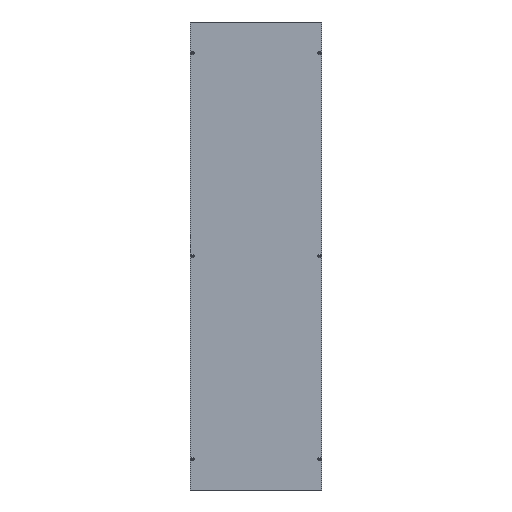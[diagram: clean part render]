
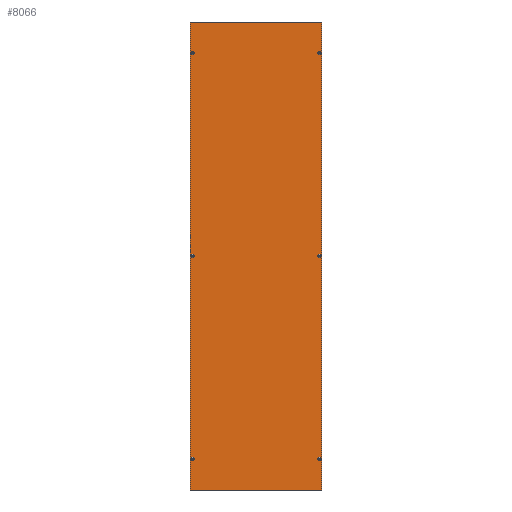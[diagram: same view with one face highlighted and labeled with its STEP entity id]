
A CAD part, front view. The second image highlights one B-rep face of the part: STEP entity #8066.
In plain terms, the highlighted planar face has unit normal (0, -1, 0).
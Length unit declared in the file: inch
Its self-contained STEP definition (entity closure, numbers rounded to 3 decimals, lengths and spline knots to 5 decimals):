
#22 = DIRECTION ( 'NONE',  ( 0., -1., 0. ) ) ;
#126 = CARTESIAN_POINT ( 'NONE',  ( 11.00394, -0.05906, 0. ) ) ;
#249 = DIRECTION ( 'NONE',  ( 0., 0., -1. ) ) ;
#280 = EDGE_CURVE ( 'NONE', #2747, #2747, #3718, .T. ) ;
#313 = ORIENTED_EDGE ( 'NONE', *, *, #5777, .F. ) ;
#359 = VERTEX_POINT ( 'NONE', #4428 ) ;
#378 = AXIS2_PLACEMENT_3D ( 'NONE', #6695, #2846, #6061 ) ;
#387 = EDGE_CURVE ( 'NONE', #7924, #7924, #7106, .T. ) ;
#446 = DIRECTION ( 'NONE',  ( -1., 0., 0. ) ) ;
#486 = CARTESIAN_POINT ( 'NONE',  ( 0., -0.05906, 39.05512 ) ) ;
#735 = EDGE_LOOP ( 'NONE', ( #5293 ) ) ;
#850 = ORIENTED_EDGE ( 'NONE', *, *, #5208, .F. ) ;
#886 = DIRECTION ( 'NONE',  ( 0., 0., -1. ) ) ;
#1121 = ORIENTED_EDGE ( 'NONE', *, *, #5004, .F. ) ;
#1341 = DIRECTION ( 'NONE',  ( 0., -1., 0. ) ) ;
#1393 = CARTESIAN_POINT ( 'NONE',  ( 11.00394, -0.05906, 39.05512 ) ) ;
#1512 = FACE_BOUND ( 'NONE', #735, .T. ) ;
#1547 = FACE_OUTER_BOUND ( 'NONE', #8354, .T. ) ;
#1559 = CARTESIAN_POINT ( 'NONE',  ( -10.59055, -0.05906, -33.85827 ) ) ;
#1568 = VECTOR ( 'NONE', #7908, 39.37008 ) ;
#1634 = DIRECTION ( 'NONE',  ( 0., -1., 0. ) ) ;
#1758 = DIRECTION ( 'NONE',  ( 1., 0., 0. ) ) ;
#1881 = CARTESIAN_POINT ( 'NONE',  ( 10.59055, -0.05906, 33.6811 ) ) ;
#1965 = CARTESIAN_POINT ( 'NONE',  ( -10.59055, -0.05906, -34.03543 ) ) ;
#2190 = CARTESIAN_POINT ( 'NONE',  ( -10.59055, -0.05906, 33.85827 ) ) ;
#2303 = EDGE_LOOP ( 'NONE', ( #5008 ) ) ;
#2640 = CARTESIAN_POINT ( 'NONE',  ( -11.00394, -0.05906, 0. ) ) ;
#2688 = AXIS2_PLACEMENT_3D ( 'NONE', #7110, #22, #7068 ) ;
#2747 = VERTEX_POINT ( 'NONE', #5328 ) ;
#2749 = ORIENTED_EDGE ( 'NONE', *, *, #7873, .F. ) ;
#2836 = EDGE_CURVE ( 'NONE', #5498, #4707, #6252, .T. ) ;
#2846 = DIRECTION ( 'NONE',  ( 0., 1., 0. ) ) ;
#2898 = AXIS2_PLACEMENT_3D ( 'NONE', #2190, #1634, #3517 ) ;
#2912 = FACE_BOUND ( 'NONE', #2303, .T. ) ;
#2980 = EDGE_CURVE ( 'NONE', #4245, #5643, #3258, .T. ) ;
#3045 = AXIS2_PLACEMENT_3D ( 'NONE', #7459, #8046, #249 ) ;
#3082 = CIRCLE ( 'NONE', #2688, 0.17717 ) ;
#3117 = VERTEX_POINT ( 'NONE', #1965 ) ;
#3258 = LINE ( 'NONE', #486, #4566 ) ;
#3305 = CARTESIAN_POINT ( 'NONE',  ( 10.59055, -0.05906, -33.85827 ) ) ;
#3455 = ORIENTED_EDGE ( 'NONE', *, *, #387, .F. ) ;
#3479 = FACE_BOUND ( 'NONE', #6674, .T. ) ;
#3517 = DIRECTION ( 'NONE',  ( 0., 0., -1. ) ) ;
#3522 = FACE_BOUND ( 'NONE', #8031, .T. ) ;
#3609 = CIRCLE ( 'NONE', #8355, 0.17717 ) ;
#3616 = VECTOR ( 'NONE', #446, 39.37008 ) ;
#3718 = CIRCLE ( 'NONE', #2898, 0.17717 ) ;
#3756 = AXIS2_PLACEMENT_3D ( 'NONE', #1559, #7347, #886 ) ;
#3933 = DIRECTION ( 'NONE',  ( 0., 0., -1. ) ) ;
#3983 = ORIENTED_EDGE ( 'NONE', *, *, #7481, .F. ) ;
#4107 = PLANE ( 'NONE',  #378 ) ;
#4245 = VERTEX_POINT ( 'NONE', #6158 ) ;
#4428 = CARTESIAN_POINT ( 'NONE',  ( 10.59055, -0.05906, -34.03543 ) ) ;
#4566 = VECTOR ( 'NONE', #1758, 39.37008 ) ;
#4696 = CARTESIAN_POINT ( 'NONE',  ( -10.59055, -0.05906, -0.17717 ) ) ;
#4707 = VERTEX_POINT ( 'NONE', #4922 ) ;
#4810 = CARTESIAN_POINT ( 'NONE',  ( 11.00394, -0.05906, -39.05512 ) ) ;
#4922 = CARTESIAN_POINT ( 'NONE',  ( -11.00394, -0.05906, -39.05512 ) ) ;
#5004 = EDGE_CURVE ( 'NONE', #4707, #4245, #5952, .T. ) ;
#5008 = ORIENTED_EDGE ( 'NONE', *, *, #280, .F. ) ;
#5055 = VERTEX_POINT ( 'NONE', #5104 ) ;
#5104 = CARTESIAN_POINT ( 'NONE',  ( 10.59055, -0.05906, -0.17717 ) ) ;
#5208 = EDGE_CURVE ( 'NONE', #359, #359, #8097, .T. ) ;
#5293 = ORIENTED_EDGE ( 'NONE', *, *, #5886, .F. ) ;
#5328 = CARTESIAN_POINT ( 'NONE',  ( -10.59055, -0.05906, 33.6811 ) ) ;
#5338 = FACE_BOUND ( 'NONE', #7111, .T. ) ;
#5498 = VERTEX_POINT ( 'NONE', #4810 ) ;
#5643 = VERTEX_POINT ( 'NONE', #1393 ) ;
#5777 = EDGE_CURVE ( 'NONE', #5055, #5055, #3082, .T. ) ;
#5886 = EDGE_CURVE ( 'NONE', #7784, #7784, #3609, .T. ) ;
#5921 = AXIS2_PLACEMENT_3D ( 'NONE', #3305, #6351, #6428 ) ;
#5952 = LINE ( 'NONE', #2640, #1568 ) ;
#6061 = DIRECTION ( 'NONE',  ( 0., 0., 1. ) ) ;
#6092 = CARTESIAN_POINT ( 'NONE',  ( 0., -0.05906, -39.05512 ) ) ;
#6158 = CARTESIAN_POINT ( 'NONE',  ( -11.00394, -0.05906, 39.05512 ) ) ;
#6252 = LINE ( 'NONE', #6092, #3616 ) ;
#6351 = DIRECTION ( 'NONE',  ( 0., -1., 0. ) ) ;
#6428 = DIRECTION ( 'NONE',  ( 0., 0., -1. ) ) ;
#6553 = CARTESIAN_POINT ( 'NONE',  ( 10.59055, -0.05906, 33.85827 ) ) ;
#6623 = VECTOR ( 'NONE', #8411, 39.37008 ) ;
#6674 = EDGE_LOOP ( 'NONE', ( #313 ) ) ;
#6695 = CARTESIAN_POINT ( 'NONE',  ( 0., -0.05906, 0. ) ) ;
#6951 = EDGE_LOOP ( 'NONE', ( #3983 ) ) ;
#7068 = DIRECTION ( 'NONE',  ( 0., 0., -1. ) ) ;
#7106 = CIRCLE ( 'NONE', #3045, 0.17717 ) ;
#7110 = CARTESIAN_POINT ( 'NONE',  ( 10.59055, -0.05906, 0. ) ) ;
#7111 = EDGE_LOOP ( 'NONE', ( #3455 ) ) ;
#7215 = LINE ( 'NONE', #126, #6623 ) ;
#7336 = FACE_BOUND ( 'NONE', #6951, .T. ) ;
#7347 = DIRECTION ( 'NONE',  ( 0., -1., 0. ) ) ;
#7378 = ORIENTED_EDGE ( 'NONE', *, *, #2836, .F. ) ;
#7422 = CIRCLE ( 'NONE', #3756, 0.17717 ) ;
#7459 = CARTESIAN_POINT ( 'NONE',  ( -10.59055, -0.05906, 0. ) ) ;
#7481 = EDGE_CURVE ( 'NONE', #3117, #3117, #7422, .T. ) ;
#7784 = VERTEX_POINT ( 'NONE', #1881 ) ;
#7873 = EDGE_CURVE ( 'NONE', #5643, #5498, #7215, .T. ) ;
#7908 = DIRECTION ( 'NONE',  ( 0., 0., 1. ) ) ;
#7916 = ORIENTED_EDGE ( 'NONE', *, *, #2980, .F. ) ;
#7924 = VERTEX_POINT ( 'NONE', #4696 ) ;
#8031 = EDGE_LOOP ( 'NONE', ( #850 ) ) ;
#8046 = DIRECTION ( 'NONE',  ( 0., -1., 0. ) ) ;
#8066 = ADVANCED_FACE ( 'NONE', ( #2912, #5338, #7336, #1512, #3479, #3522, #1547 ), #4107, .F. ) ;
#8097 = CIRCLE ( 'NONE', #5921, 0.17717 ) ;
#8354 = EDGE_LOOP ( 'NONE', ( #7916, #1121, #7378, #2749 ) ) ;
#8355 = AXIS2_PLACEMENT_3D ( 'NONE', #6553, #1341, #3933 ) ;
#8411 = DIRECTION ( 'NONE',  ( 0., 0., -1. ) ) ;
